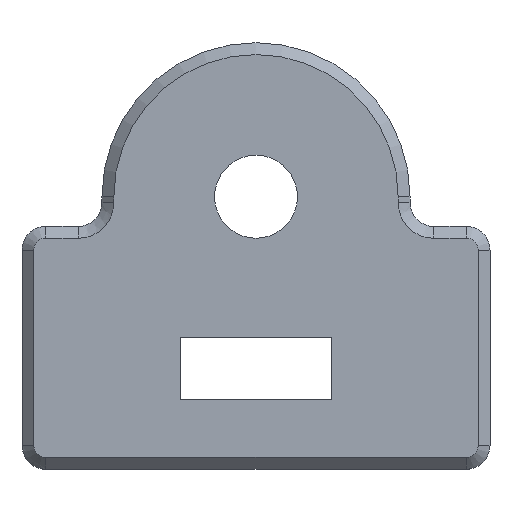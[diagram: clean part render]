
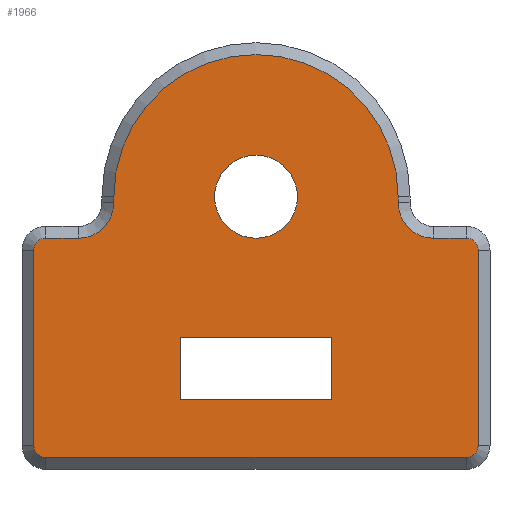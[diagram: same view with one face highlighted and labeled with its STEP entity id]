
A CAD part, top view. The second image highlights one B-rep face of the part: STEP entity #1966.
In plain terms, the highlighted planar face has unit normal (0, 0, 1).
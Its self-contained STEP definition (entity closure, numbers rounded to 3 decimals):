
#29=FACE_BOUND('',#294,.T.);
#30=FACE_BOUND('',#295,.T.);
#80=PLANE('',#2124);
#177=FACE_OUTER_BOUND('',#293,.T.);
#293=EDGE_LOOP('',(#1667,#1668,#1669,#1670,#1671,#1672,#1673,#1674,#1675,
#1676,#1677,#1678,#1679,#1680));
#294=EDGE_LOOP('',(#1681,#1682));
#295=EDGE_LOOP('',(#1683,#1684,#1685,#1686));
#359=CIRCLE('',#2058,3.5);
#360=CIRCLE('',#2059,3.5);
#380=CIRCLE('',#2125,12.);
#381=CIRCLE('',#2126,3.);
#382=CIRCLE('',#2127,1.);
#383=CIRCLE('',#2128,1.);
#384=CIRCLE('',#2129,1.);
#385=CIRCLE('',#2130,1.);
#386=CIRCLE('',#2131,3.);
#406=LINE('',#2798,#645);
#410=LINE('',#2805,#649);
#413=LINE('',#2811,#652);
#562=LINE('',#3149,#801);
#563=LINE('',#3153,#802);
#564=LINE('',#3157,#803);
#565=LINE('',#3161,#804);
#566=LINE('',#3165,#805);
#567=LINE('',#3169,#806);
#568=LINE('',#3172,#807);
#569=LINE('',#3173,#808);
#645=VECTOR('',#2248,10.);
#649=VECTOR('',#2254,10.);
#652=VECTOR('',#2259,10.);
#801=VECTOR('',#2534,10.);
#802=VECTOR('',#2537,10.);
#803=VECTOR('',#2540,10.);
#804=VECTOR('',#2543,10.);
#805=VECTOR('',#2546,10.);
#806=VECTOR('',#2549,10.);
#807=VECTOR('',#2552,10.);
#808=VECTOR('',#2553,10.);
#888=VERTEX_POINT('',#2786);
#889=VERTEX_POINT('',#2787);
#892=VERTEX_POINT('',#2795);
#893=VERTEX_POINT('',#2797);
#895=VERTEX_POINT('',#2803);
#897=VERTEX_POINT('',#2809);
#1021=VERTEX_POINT('',#3145);
#1022=VERTEX_POINT('',#3146);
#1023=VERTEX_POINT('',#3148);
#1024=VERTEX_POINT('',#3150);
#1025=VERTEX_POINT('',#3152);
#1026=VERTEX_POINT('',#3154);
#1027=VERTEX_POINT('',#3156);
#1028=VERTEX_POINT('',#3158);
#1029=VERTEX_POINT('',#3160);
#1030=VERTEX_POINT('',#3162);
#1031=VERTEX_POINT('',#3164);
#1032=VERTEX_POINT('',#3166);
#1033=VERTEX_POINT('',#3168);
#1034=VERTEX_POINT('',#3170);
#1078=EDGE_CURVE('',#888,#889,#359,.T.);
#1079=EDGE_CURVE('',#889,#888,#360,.T.);
#1083=EDGE_CURVE('',#892,#893,#406,.T.);
#1087=EDGE_CURVE('',#892,#895,#410,.T.);
#1090=EDGE_CURVE('',#895,#897,#413,.T.);
#1258=EDGE_CURVE('',#1021,#1022,#380,.T.);
#1259=EDGE_CURVE('',#1022,#1023,#562,.T.);
#1260=EDGE_CURVE('',#1023,#1024,#381,.T.);
#1261=EDGE_CURVE('',#1024,#1025,#563,.T.);
#1262=EDGE_CURVE('',#1025,#1026,#382,.T.);
#1263=EDGE_CURVE('',#1026,#1027,#564,.T.);
#1264=EDGE_CURVE('',#1027,#1028,#383,.T.);
#1265=EDGE_CURVE('',#1029,#1028,#565,.T.);
#1266=EDGE_CURVE('',#1030,#1029,#384,.T.);
#1267=EDGE_CURVE('',#1031,#1030,#566,.T.);
#1268=EDGE_CURVE('',#1032,#1031,#385,.T.);
#1269=EDGE_CURVE('',#1033,#1032,#567,.T.);
#1270=EDGE_CURVE('',#1034,#1033,#386,.T.);
#1271=EDGE_CURVE('',#1021,#1034,#568,.T.);
#1272=EDGE_CURVE('',#893,#897,#569,.T.);
#1667=ORIENTED_EDGE('',*,*,#1258,.T.);
#1668=ORIENTED_EDGE('',*,*,#1259,.T.);
#1669=ORIENTED_EDGE('',*,*,#1260,.T.);
#1670=ORIENTED_EDGE('',*,*,#1261,.T.);
#1671=ORIENTED_EDGE('',*,*,#1262,.T.);
#1672=ORIENTED_EDGE('',*,*,#1263,.T.);
#1673=ORIENTED_EDGE('',*,*,#1264,.T.);
#1674=ORIENTED_EDGE('',*,*,#1265,.F.);
#1675=ORIENTED_EDGE('',*,*,#1266,.F.);
#1676=ORIENTED_EDGE('',*,*,#1267,.F.);
#1677=ORIENTED_EDGE('',*,*,#1268,.F.);
#1678=ORIENTED_EDGE('',*,*,#1269,.F.);
#1679=ORIENTED_EDGE('',*,*,#1270,.F.);
#1680=ORIENTED_EDGE('',*,*,#1271,.F.);
#1681=ORIENTED_EDGE('',*,*,#1078,.T.);
#1682=ORIENTED_EDGE('',*,*,#1079,.T.);
#1683=ORIENTED_EDGE('',*,*,#1090,.T.);
#1684=ORIENTED_EDGE('',*,*,#1272,.F.);
#1685=ORIENTED_EDGE('',*,*,#1083,.F.);
#1686=ORIENTED_EDGE('',*,*,#1087,.T.);
#1966=ADVANCED_FACE('',(#177,#29,#30),#80,.T.);
#2058=AXIS2_PLACEMENT_3D('',#2788,#2239,#2240);
#2059=AXIS2_PLACEMENT_3D('',#2789,#2241,#2242);
#2124=AXIS2_PLACEMENT_3D('',#3144,#2530,#2531);
#2125=AXIS2_PLACEMENT_3D('',#3147,#2532,#2533);
#2126=AXIS2_PLACEMENT_3D('',#3151,#2535,#2536);
#2127=AXIS2_PLACEMENT_3D('',#3155,#2538,#2539);
#2128=AXIS2_PLACEMENT_3D('',#3159,#2541,#2542);
#2129=AXIS2_PLACEMENT_3D('',#3163,#2544,#2545);
#2130=AXIS2_PLACEMENT_3D('',#3167,#2547,#2548);
#2131=AXIS2_PLACEMENT_3D('',#3171,#2550,#2551);
#2239=DIRECTION('center_axis',(0.,0.,-1.));
#2240=DIRECTION('ref_axis',(-1.,0.,0.));
#2241=DIRECTION('center_axis',(0.,0.,-1.));
#2242=DIRECTION('ref_axis',(-1.,0.,0.));
#2248=DIRECTION('',(-1.,0.,0.));
#2254=DIRECTION('',(0.,-1.,0.));
#2259=DIRECTION('',(-1.,0.,0.));
#2530=DIRECTION('center_axis',(0.,0.,1.));
#2531=DIRECTION('ref_axis',(1.,0.,0.));
#2532=DIRECTION('center_axis',(0.,0.,1.));
#2533=DIRECTION('ref_axis',(-1.,0.,0.));
#2534=DIRECTION('',(0.,-1.,0.));
#2535=DIRECTION('center_axis',(0.,0.,-1.));
#2536=DIRECTION('ref_axis',(0.707,-0.707,0.));
#2537=DIRECTION('',(-1.,0.,0.));
#2538=DIRECTION('center_axis',(0.,0.,1.));
#2539=DIRECTION('ref_axis',(-0.707,0.707,0.));
#2540=DIRECTION('',(0.,-1.,0.));
#2541=DIRECTION('center_axis',(0.,0.,1.));
#2542=DIRECTION('ref_axis',(-0.707,-0.707,0.));
#2543=DIRECTION('',(-1.,0.,0.));
#2544=DIRECTION('center_axis',(0.,0.,-1.));
#2545=DIRECTION('ref_axis',(0.707,-0.707,0.));
#2546=DIRECTION('',(0.,-1.,0.));
#2547=DIRECTION('center_axis',(0.,0.,-1.));
#2548=DIRECTION('ref_axis',(0.707,0.707,0.));
#2549=DIRECTION('',(1.,0.,0.));
#2550=DIRECTION('center_axis',(0.,0.,1.));
#2551=DIRECTION('ref_axis',(-0.707,-0.707,0.));
#2552=DIRECTION('',(0.,-1.,0.));
#2553=DIRECTION('',(0.,-1.,0.));
#2786=CARTESIAN_POINT('',(0.,16.25,1.));
#2787=CARTESIAN_POINT('',(3.5,12.75,1.));
#2788=CARTESIAN_POINT('Origin',(0.,12.75,1.));
#2789=CARTESIAN_POINT('Origin',(0.,12.75,1.));
#2795=CARTESIAN_POINT('',(6.4,0.9,1.));
#2797=CARTESIAN_POINT('',(-6.4,0.9,1.));
#2798=CARTESIAN_POINT('',(6.4,0.9,1.));
#2803=CARTESIAN_POINT('',(6.4,-4.4,1.));
#2805=CARTESIAN_POINT('',(6.4,0.9,1.));
#2809=CARTESIAN_POINT('',(-6.4,-4.4,1.));
#2811=CARTESIAN_POINT('',(6.4,-4.4,1.));
#3144=CARTESIAN_POINT('Origin',(9.875,7.75,1.));
#3145=CARTESIAN_POINT('',(12.,12.75,1.));
#3146=CARTESIAN_POINT('',(-12.,12.75,1.));
#3147=CARTESIAN_POINT('Origin',(0.,12.75,1.));
#3148=CARTESIAN_POINT('',(-12.,12.25,1.));
#3149=CARTESIAN_POINT('',(-12.,9.,1.));
#3150=CARTESIAN_POINT('',(-15.,9.25,1.));
#3151=CARTESIAN_POINT('Origin',(-15.,12.25,1.));
#3152=CARTESIAN_POINT('',(-17.75,9.25,1.));
#3153=CARTESIAN_POINT('',(-14.813,9.25,1.));
#3154=CARTESIAN_POINT('',(-18.75,8.25,1.));
#3155=CARTESIAN_POINT('Origin',(-17.75,8.25,1.));
#3156=CARTESIAN_POINT('',(-18.75,-8.25,1.));
#3157=CARTESIAN_POINT('',(-18.75,-1.25,1.));
#3158=CARTESIAN_POINT('',(-17.75,-9.25,1.));
#3159=CARTESIAN_POINT('Origin',(-17.75,-8.25,1.));
#3160=CARTESIAN_POINT('',(17.75,-9.25,1.));
#3161=CARTESIAN_POINT('',(4.938,-9.25,1.));
#3162=CARTESIAN_POINT('',(18.75,-8.25,1.));
#3163=CARTESIAN_POINT('Origin',(17.75,-8.25,1.));
#3164=CARTESIAN_POINT('',(18.75,8.25,1.));
#3165=CARTESIAN_POINT('',(18.75,-1.25,1.));
#3166=CARTESIAN_POINT('',(17.75,9.25,1.));
#3167=CARTESIAN_POINT('Origin',(17.75,8.25,1.));
#3168=CARTESIAN_POINT('',(15.,9.25,1.));
#3169=CARTESIAN_POINT('',(14.813,9.25,1.));
#3170=CARTESIAN_POINT('',(12.,12.25,1.));
#3171=CARTESIAN_POINT('Origin',(15.,12.25,1.));
#3172=CARTESIAN_POINT('',(12.,9.,1.));
#3173=CARTESIAN_POINT('',(-6.4,0.9,1.));
